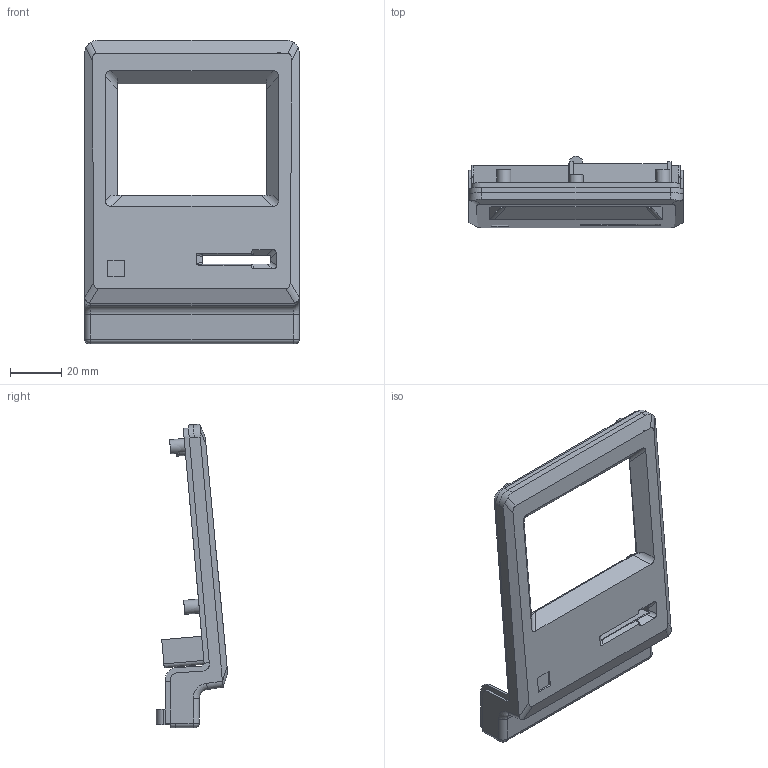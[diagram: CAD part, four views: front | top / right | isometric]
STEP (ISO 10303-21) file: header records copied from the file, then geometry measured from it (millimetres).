
FILE_DESCRIPTION(('HOOPS Exchange Step'),'2;1');
FILE_NAME('PicoMac - Case Front Rev0.stp','2025-04-23T21:29:11+01:00',('simonboak'),('Unknown organisation'),'HOOPS Exchange 2024.2','HOOPS Exchange','Unknown authorisation');
FILE_SCHEMA( ('AP203_CONFIGURATION_CONTROLLED_3D_DESIGN_OF_MECHANICAL_PARTS_AND_ASSEMBLIES_MIM_LF') );
Length unit declared in the file: millimetre
Products named in the file (1): root
Bounding box: 83.96 x 27.88 x 118.59 mm (x, y, z)
Volume: 24529.5 mm3; surface area: 28155.3 mm2
Topology: 1 solids, 1 shells, 168 faces, 450 edges, 299 vertices
Faces by surface type: plane 92, cylinder 51, extrusion 11, bspline 10, torus 4
Full cylindrical faces by diameter (mm): 2.5 x4, 5.5 x3
Entity records: 7211 total; most frequent: CARTESIAN_POINT 3028, ORIENTED_EDGE 908, DIRECTION 793, EDGE_CURVE 454, VERTEX_POINT 303, VECTOR 277, LINE 266, AXIS2_PLACEMENT_3D 258
